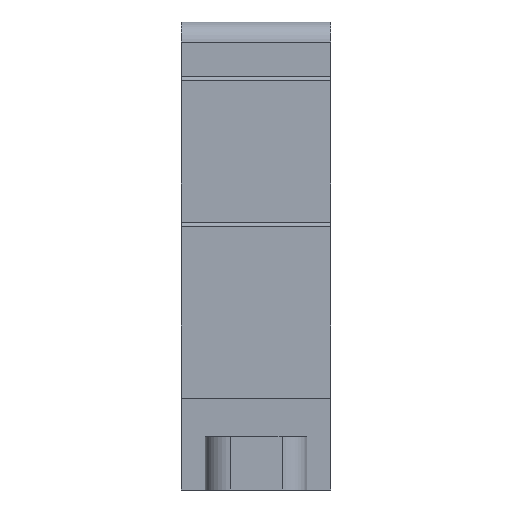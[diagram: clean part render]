
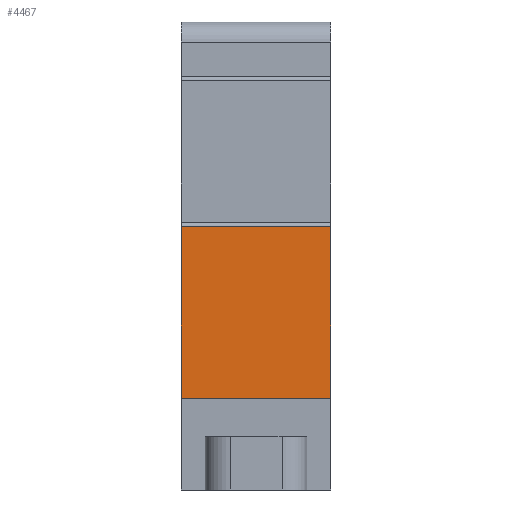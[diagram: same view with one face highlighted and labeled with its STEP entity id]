
A CAD part, front view. The second image highlights one B-rep face of the part: STEP entity #4467.
In plain terms, the highlighted planar face has unit normal (0, -1, 0).
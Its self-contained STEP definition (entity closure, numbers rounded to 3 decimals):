
#3693=CARTESIAN_POINT('',(0.0,-46.046,6.48));
#3694=VERTEX_POINT('',#3693);
#3711=CARTESIAN_POINT('',(18.0,-46.046,6.48));
#3712=VERTEX_POINT('',#3711);
#3719=CARTESIAN_POINT('',(18.0,-46.046,6.48));
#3720=DIRECTION('',(-1.0,0.0,0.0));
#3721=VECTOR('',#3720,18.0);
#3722=LINE('',#3719,#3721);
#3723=EDGE_CURVE('',#3712,#3694,#3722,.T.);
#4418=CARTESIAN_POINT('',(0.0,-46.046,27.109));
#4419=VERTEX_POINT('',#4418);
#4427=CARTESIAN_POINT('',(18.0,-46.046,27.109));
#4428=VERTEX_POINT('',#4427);
#4429=CARTESIAN_POINT('',(18.0,-46.046,27.109));
#4430=DIRECTION('',(-1.0,0.0,0.0));
#4431=VECTOR('',#4430,18.0);
#4432=LINE('',#4429,#4431);
#4433=EDGE_CURVE('',#4428,#4419,#4432,.T.);
#4446=CARTESIAN_POINT('',(18.0,-46.046,27.109));
#4447=DIRECTION('',(0.0,-1.0,0.0));
#4448=DIRECTION('',(1.0,0.0,0.0));
#4449=AXIS2_PLACEMENT_3D('',#4446,#4447,#4448);
#4450=PLANE('',#4449);
#4451=CARTESIAN_POINT('',(0.,-46.046,27.109));
#4452=DIRECTION('',(0.0,0.0,-1.0));
#4453=VECTOR('',#4452,20.629);
#4454=LINE('',#4451,#4453);
#4455=EDGE_CURVE('',#4419,#3694,#4454,.T.);
#4456=ORIENTED_EDGE('',*,*,#4455,.T.);
#4457=ORIENTED_EDGE('',*,*,#3723,.F.);
#4458=CARTESIAN_POINT('',(18.0,-46.046,6.48));
#4459=DIRECTION('',(0.0,0.0,1.0));
#4460=VECTOR('',#4459,20.629);
#4461=LINE('',#4458,#4460);
#4462=EDGE_CURVE('',#3712,#4428,#4461,.T.);
#4463=ORIENTED_EDGE('',*,*,#4462,.T.);
#4464=ORIENTED_EDGE('',*,*,#4433,.T.);
#4465=EDGE_LOOP('',(#4456,#4457,#4463,#4464));
#4466=FACE_OUTER_BOUND('',#4465,.T.);
#4467=ADVANCED_FACE('',(#4466),#4450,.T.);
